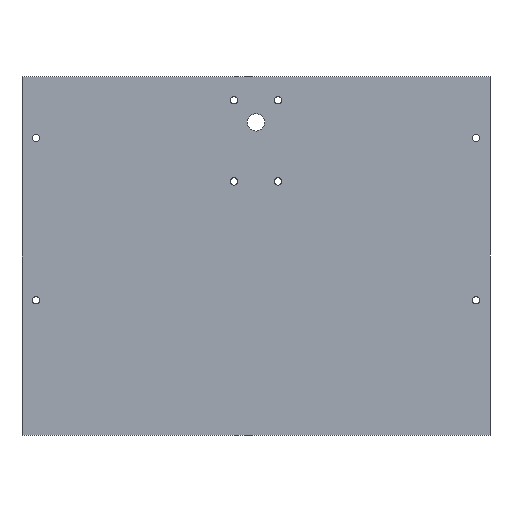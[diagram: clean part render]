
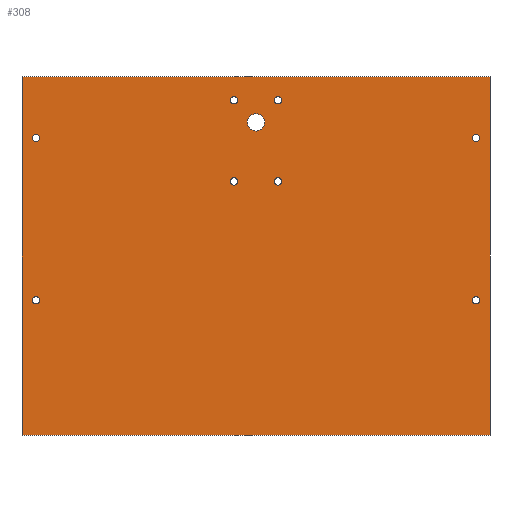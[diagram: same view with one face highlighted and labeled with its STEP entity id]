
A CAD part, left-side view. The second image highlights one B-rep face of the part: STEP entity #308.
In plain terms, the highlighted planar face has unit normal (-1, 0, 0).
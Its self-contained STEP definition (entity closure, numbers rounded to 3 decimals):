
#61=CARTESIAN_POINT('Vertex',(0.,-95.25,73.025)) ;
#66=CARTESIAN_POINT('Line Origine',(0.,-95.25,0.)) ;
#70=CARTESIAN_POINT('Vertex',(0.,-95.25,-73.025)) ;
#101=CARTESIAN_POINT('Vertex',(0.,95.25,73.025)) ;
#106=CARTESIAN_POINT('Line Origine',(0.,0.,73.025)) ;
#123=CARTESIAN_POINT('Axis2P3D Location',(0.,0.,0.)) ;
#128=CARTESIAN_POINT('Line Origine',(0.,95.25,0.)) ;
#132=CARTESIAN_POINT('Vertex',(0.,95.25,-73.025)) ;
#135=CARTESIAN_POINT('Line Origine',(0.,0.,-73.025)) ;
#146=CARTESIAN_POINT('Axis2P3D Location',(0.,9.,63.375)) ;
#150=CARTESIAN_POINT('Vertex',(0.,10.5,63.375)) ;
#152=CARTESIAN_POINT('Vertex',(0.,7.5,63.375)) ;
#155=CARTESIAN_POINT('Axis2P3D Location',(0.,9.,63.375)) ;
#164=CARTESIAN_POINT('Axis2P3D Location',(0.,-9.,63.375)) ;
#168=CARTESIAN_POINT('Vertex',(0.,-10.5,63.375)) ;
#170=CARTESIAN_POINT('Vertex',(0.,-7.5,63.375)) ;
#173=CARTESIAN_POINT('Axis2P3D Location',(0.,-9.,63.375)) ;
#182=CARTESIAN_POINT('Axis2P3D Location',(0.,0.,54.375)) ;
#186=CARTESIAN_POINT('Vertex',(0.,3.5,54.375)) ;
#188=CARTESIAN_POINT('Vertex',(0.,-3.5,54.375)) ;
#191=CARTESIAN_POINT('Axis2P3D Location',(0.,0.,54.375)) ;
#200=CARTESIAN_POINT('Axis2P3D Location',(0.,9.,30.375)) ;
#204=CARTESIAN_POINT('Vertex',(0.,10.5,30.375)) ;
#206=CARTESIAN_POINT('Vertex',(0.,7.5,30.375)) ;
#209=CARTESIAN_POINT('Axis2P3D Location',(0.,9.,30.375)) ;
#218=CARTESIAN_POINT('Axis2P3D Location',(0.,-9.,30.375)) ;
#222=CARTESIAN_POINT('Vertex',(0.,-10.5,30.375)) ;
#224=CARTESIAN_POINT('Vertex',(0.,-7.5,30.375)) ;
#227=CARTESIAN_POINT('Axis2P3D Location',(0.,-9.,30.375)) ;
#236=CARTESIAN_POINT('Axis2P3D Location',(0.,-89.6,-18.025)) ;
#240=CARTESIAN_POINT('Vertex',(0.,-88.1,-18.025)) ;
#242=CARTESIAN_POINT('Vertex',(0.,-91.1,-18.025)) ;
#245=CARTESIAN_POINT('Axis2P3D Location',(0.,-89.6,-18.025)) ;
#254=CARTESIAN_POINT('Axis2P3D Location',(0.,-89.6,47.975)) ;
#258=CARTESIAN_POINT('Vertex',(0.,-88.1,47.975)) ;
#260=CARTESIAN_POINT('Vertex',(0.,-91.1,47.975)) ;
#263=CARTESIAN_POINT('Axis2P3D Location',(0.,-89.6,47.975)) ;
#272=CARTESIAN_POINT('Axis2P3D Location',(0.,89.6,47.975)) ;
#276=CARTESIAN_POINT('Vertex',(0.,88.1,47.975)) ;
#278=CARTESIAN_POINT('Vertex',(0.,91.1,47.975)) ;
#281=CARTESIAN_POINT('Axis2P3D Location',(0.,89.6,47.975)) ;
#290=CARTESIAN_POINT('Axis2P3D Location',(0.,89.6,-18.025)) ;
#294=CARTESIAN_POINT('Vertex',(0.,88.1,-18.025)) ;
#296=CARTESIAN_POINT('Vertex',(0.,91.1,-18.025)) ;
#299=CARTESIAN_POINT('Axis2P3D Location',(0.,89.6,-18.025)) ;
#67=DIRECTION('Vector Direction',(0.,0.,-1.)) ;
#107=DIRECTION('Vector Direction',(0.,1.,0.)) ;
#124=DIRECTION('Axis2P3D Direction',(1.,0.,0.)) ;
#125=DIRECTION('Axis2P3D XDirection',(0.,1.,0.)) ;
#129=DIRECTION('Vector Direction',(0.,0.,1.)) ;
#136=DIRECTION('Vector Direction',(0.,-1.,0.)) ;
#147=DIRECTION('Axis2P3D Direction',(1.,0.,0.)) ;
#156=DIRECTION('Axis2P3D Direction',(1.,0.,0.)) ;
#165=DIRECTION('Axis2P3D Direction',(1.,0.,0.)) ;
#174=DIRECTION('Axis2P3D Direction',(1.,0.,0.)) ;
#183=DIRECTION('Axis2P3D Direction',(1.,0.,0.)) ;
#192=DIRECTION('Axis2P3D Direction',(1.,0.,0.)) ;
#201=DIRECTION('Axis2P3D Direction',(1.,0.,0.)) ;
#210=DIRECTION('Axis2P3D Direction',(1.,0.,0.)) ;
#219=DIRECTION('Axis2P3D Direction',(1.,0.,0.)) ;
#228=DIRECTION('Axis2P3D Direction',(1.,0.,0.)) ;
#237=DIRECTION('Axis2P3D Direction',(1.,0.,0.)) ;
#246=DIRECTION('Axis2P3D Direction',(1.,0.,0.)) ;
#255=DIRECTION('Axis2P3D Direction',(1.,0.,0.)) ;
#264=DIRECTION('Axis2P3D Direction',(1.,0.,0.)) ;
#273=DIRECTION('Axis2P3D Direction',(1.,0.,0.)) ;
#282=DIRECTION('Axis2P3D Direction',(1.,0.,0.)) ;
#291=DIRECTION('Axis2P3D Direction',(1.,0.,0.)) ;
#300=DIRECTION('Axis2P3D Direction',(1.,0.,0.)) ;
#126=AXIS2_PLACEMENT_3D('Plane Axis2P3D',#123,#124,#125) ;
#148=AXIS2_PLACEMENT_3D('Circle Axis2P3D',#146,#147,$) ;
#157=AXIS2_PLACEMENT_3D('Circle Axis2P3D',#155,#156,$) ;
#166=AXIS2_PLACEMENT_3D('Circle Axis2P3D',#164,#165,$) ;
#175=AXIS2_PLACEMENT_3D('Circle Axis2P3D',#173,#174,$) ;
#184=AXIS2_PLACEMENT_3D('Circle Axis2P3D',#182,#183,$) ;
#193=AXIS2_PLACEMENT_3D('Circle Axis2P3D',#191,#192,$) ;
#202=AXIS2_PLACEMENT_3D('Circle Axis2P3D',#200,#201,$) ;
#211=AXIS2_PLACEMENT_3D('Circle Axis2P3D',#209,#210,$) ;
#220=AXIS2_PLACEMENT_3D('Circle Axis2P3D',#218,#219,$) ;
#229=AXIS2_PLACEMENT_3D('Circle Axis2P3D',#227,#228,$) ;
#238=AXIS2_PLACEMENT_3D('Circle Axis2P3D',#236,#237,$) ;
#247=AXIS2_PLACEMENT_3D('Circle Axis2P3D',#245,#246,$) ;
#256=AXIS2_PLACEMENT_3D('Circle Axis2P3D',#254,#255,$) ;
#265=AXIS2_PLACEMENT_3D('Circle Axis2P3D',#263,#264,$) ;
#274=AXIS2_PLACEMENT_3D('Circle Axis2P3D',#272,#273,$) ;
#283=AXIS2_PLACEMENT_3D('Circle Axis2P3D',#281,#282,$) ;
#292=AXIS2_PLACEMENT_3D('Circle Axis2P3D',#290,#291,$) ;
#301=AXIS2_PLACEMENT_3D('Circle Axis2P3D',#299,#300,$) ;
#141=ORIENTED_EDGE('',*,*,#110,.F.) ;
#142=ORIENTED_EDGE('',*,*,#134,.F.) ;
#143=ORIENTED_EDGE('',*,*,#139,.F.) ;
#144=ORIENTED_EDGE('',*,*,#72,.F.) ;
#161=ORIENTED_EDGE('',*,*,#154,.T.) ;
#162=ORIENTED_EDGE('',*,*,#159,.T.) ;
#179=ORIENTED_EDGE('',*,*,#172,.T.) ;
#180=ORIENTED_EDGE('',*,*,#177,.T.) ;
#197=ORIENTED_EDGE('',*,*,#190,.T.) ;
#198=ORIENTED_EDGE('',*,*,#195,.T.) ;
#215=ORIENTED_EDGE('',*,*,#208,.T.) ;
#216=ORIENTED_EDGE('',*,*,#213,.T.) ;
#233=ORIENTED_EDGE('',*,*,#226,.T.) ;
#234=ORIENTED_EDGE('',*,*,#231,.T.) ;
#251=ORIENTED_EDGE('',*,*,#244,.T.) ;
#252=ORIENTED_EDGE('',*,*,#249,.T.) ;
#269=ORIENTED_EDGE('',*,*,#262,.T.) ;
#270=ORIENTED_EDGE('',*,*,#267,.T.) ;
#287=ORIENTED_EDGE('',*,*,#280,.T.) ;
#288=ORIENTED_EDGE('',*,*,#285,.T.) ;
#305=ORIENTED_EDGE('',*,*,#298,.T.) ;
#306=ORIENTED_EDGE('',*,*,#303,.T.) ;
#163=FACE_BOUND('',#160,.T.) ;
#181=FACE_BOUND('',#178,.T.) ;
#199=FACE_BOUND('',#196,.T.) ;
#217=FACE_BOUND('',#214,.T.) ;
#235=FACE_BOUND('',#232,.T.) ;
#253=FACE_BOUND('',#250,.T.) ;
#271=FACE_BOUND('',#268,.T.) ;
#289=FACE_BOUND('',#286,.T.) ;
#307=FACE_BOUND('',#304,.T.) ;
#68=VECTOR('Line Direction',#67,1.) ;
#108=VECTOR('Line Direction',#107,1.) ;
#130=VECTOR('Line Direction',#129,1.) ;
#137=VECTOR('Line Direction',#136,1.) ;
#308=ADVANCED_FACE('PartBody',(#145,#163,#181,#199,#217,#235,#253,#271,#289,#307),#127,.F.) ;
#149=CIRCLE('generated circle',#148,1.5) ;
#158=CIRCLE('generated circle',#157,1.5) ;
#167=CIRCLE('generated circle',#166,1.5) ;
#176=CIRCLE('generated circle',#175,1.5) ;
#185=CIRCLE('generated circle',#184,3.5) ;
#194=CIRCLE('generated circle',#193,3.5) ;
#203=CIRCLE('generated circle',#202,1.5) ;
#212=CIRCLE('generated circle',#211,1.5) ;
#221=CIRCLE('generated circle',#220,1.5) ;
#230=CIRCLE('generated circle',#229,1.5) ;
#239=CIRCLE('generated circle',#238,1.5) ;
#248=CIRCLE('generated circle',#247,1.5) ;
#257=CIRCLE('generated circle',#256,1.5) ;
#266=CIRCLE('generated circle',#265,1.5) ;
#275=CIRCLE('generated circle',#274,1.5) ;
#284=CIRCLE('generated circle',#283,1.5) ;
#293=CIRCLE('generated circle',#292,1.5) ;
#302=CIRCLE('generated circle',#301,1.5) ;
#72=EDGE_CURVE('',#62,#71,#69,.T.) ;
#110=EDGE_CURVE('',#102,#62,#109,.F.) ;
#134=EDGE_CURVE('',#133,#102,#131,.T.) ;
#139=EDGE_CURVE('',#71,#133,#138,.F.) ;
#154=EDGE_CURVE('',#151,#153,#149,.T.) ;
#159=EDGE_CURVE('',#153,#151,#158,.T.) ;
#172=EDGE_CURVE('',#169,#171,#167,.T.) ;
#177=EDGE_CURVE('',#171,#169,#176,.T.) ;
#190=EDGE_CURVE('',#187,#189,#185,.T.) ;
#195=EDGE_CURVE('',#189,#187,#194,.T.) ;
#208=EDGE_CURVE('',#205,#207,#203,.T.) ;
#213=EDGE_CURVE('',#207,#205,#212,.T.) ;
#226=EDGE_CURVE('',#223,#225,#221,.T.) ;
#231=EDGE_CURVE('',#225,#223,#230,.T.) ;
#244=EDGE_CURVE('',#241,#243,#239,.T.) ;
#249=EDGE_CURVE('',#243,#241,#248,.T.) ;
#262=EDGE_CURVE('',#259,#261,#257,.T.) ;
#267=EDGE_CURVE('',#261,#259,#266,.T.) ;
#280=EDGE_CURVE('',#277,#279,#275,.T.) ;
#285=EDGE_CURVE('',#279,#277,#284,.T.) ;
#298=EDGE_CURVE('',#295,#297,#293,.T.) ;
#303=EDGE_CURVE('',#297,#295,#302,.T.) ;
#140=EDGE_LOOP('',(#141,#142,#143,#144)) ;
#160=EDGE_LOOP('',(#161,#162)) ;
#178=EDGE_LOOP('',(#179,#180)) ;
#196=EDGE_LOOP('',(#197,#198)) ;
#214=EDGE_LOOP('',(#215,#216)) ;
#232=EDGE_LOOP('',(#233,#234)) ;
#250=EDGE_LOOP('',(#251,#252)) ;
#268=EDGE_LOOP('',(#269,#270)) ;
#286=EDGE_LOOP('',(#287,#288)) ;
#304=EDGE_LOOP('',(#305,#306)) ;
#145=FACE_OUTER_BOUND('',#140,.T.) ;
#69=LINE('Line',#66,#68) ;
#109=LINE('Line',#106,#108) ;
#131=LINE('Line',#128,#130) ;
#138=LINE('Line',#135,#137) ;
#127=PLANE('Plane',#126) ;
#62=VERTEX_POINT('',#61) ;
#71=VERTEX_POINT('',#70) ;
#102=VERTEX_POINT('',#101) ;
#133=VERTEX_POINT('',#132) ;
#151=VERTEX_POINT('',#150) ;
#153=VERTEX_POINT('',#152) ;
#169=VERTEX_POINT('',#168) ;
#171=VERTEX_POINT('',#170) ;
#187=VERTEX_POINT('',#186) ;
#189=VERTEX_POINT('',#188) ;
#205=VERTEX_POINT('',#204) ;
#207=VERTEX_POINT('',#206) ;
#223=VERTEX_POINT('',#222) ;
#225=VERTEX_POINT('',#224) ;
#241=VERTEX_POINT('',#240) ;
#243=VERTEX_POINT('',#242) ;
#259=VERTEX_POINT('',#258) ;
#261=VERTEX_POINT('',#260) ;
#277=VERTEX_POINT('',#276) ;
#279=VERTEX_POINT('',#278) ;
#295=VERTEX_POINT('',#294) ;
#297=VERTEX_POINT('',#296) ;
